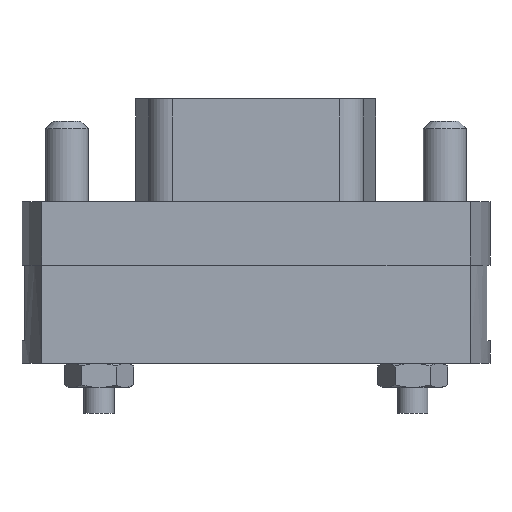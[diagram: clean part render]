
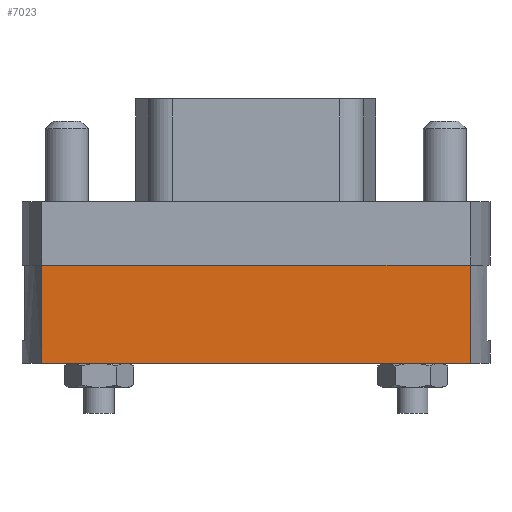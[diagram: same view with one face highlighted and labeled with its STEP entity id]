
A CAD part, front view. The second image highlights one B-rep face of the part: STEP entity #7023.
In plain terms, the highlighted planar face has unit normal (0, -1, 0).
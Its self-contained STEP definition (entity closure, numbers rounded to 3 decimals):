
#102 = CARTESIAN_POINT ( 'NONE',  ( -14.184, -6.25, -6.5 ) ) ;
#393 = DIRECTION ( 'NONE',  ( 1., 0., 0. ) ) ;
#741 = EDGE_CURVE ( 'NONE', #3875, #3401, #7480, .T. ) ;
#922 = VECTOR ( 'NONE', #3291, 1000. ) ;
#1010 = CARTESIAN_POINT ( 'NONE',  ( 14.184, -6.25, 0. ) ) ;
#1483 = LINE ( 'NONE', #8072, #6167 ) ;
#2012 = CARTESIAN_POINT ( 'NONE',  ( 14.184, -6.25, -6.5 ) ) ;
#2189 = CARTESIAN_POINT ( 'NONE',  ( 14.184, -6.25, -6.5 ) ) ;
#2670 = EDGE_CURVE ( 'NONE', #5438, #3401, #1483, .T. ) ;
#3066 = DIRECTION ( 'NONE',  ( 1., 0., 0. ) ) ;
#3291 = DIRECTION ( 'NONE',  ( 0., 0., 1. ) ) ;
#3384 = LINE ( 'NONE', #7497, #4570 ) ;
#3401 = VERTEX_POINT ( 'NONE', #1010 ) ;
#3431 = AXIS2_PLACEMENT_3D ( 'NONE', #2189, #5388, #393 ) ;
#3448 = PLANE ( 'NONE',  #3431 ) ;
#3844 = DIRECTION ( 'NONE',  ( 1., 0., 0. ) ) ;
#3875 = VERTEX_POINT ( 'NONE', #4533 ) ;
#4387 = LINE ( 'NONE', #2012, #5251 ) ;
#4533 = CARTESIAN_POINT ( 'NONE',  ( 14.184, -6.25, -6.5 ) ) ;
#4570 = VECTOR ( 'NONE', #5534, 1000. ) ;
#5148 = CARTESIAN_POINT ( 'NONE',  ( 14.184, -6.25, -6.5 ) ) ;
#5251 = VECTOR ( 'NONE', #3844, 1000. ) ;
#5388 = DIRECTION ( 'NONE',  ( 0., -1., 0. ) ) ;
#5438 = VERTEX_POINT ( 'NONE', #6279 ) ;
#5534 = DIRECTION ( 'NONE',  ( 0., 0., 1. ) ) ;
#5561 = ORIENTED_EDGE ( 'NONE', *, *, #5955, .T. ) ;
#5955 = EDGE_CURVE ( 'NONE', #6246, #3875, #4387, .T. ) ;
#6167 = VECTOR ( 'NONE', #3066, 1000. ) ;
#6246 = VERTEX_POINT ( 'NONE', #102 ) ;
#6279 = CARTESIAN_POINT ( 'NONE',  ( -14.184, -6.25, 0. ) ) ;
#6359 = ORIENTED_EDGE ( 'NONE', *, *, #741, .T. ) ;
#6593 = ORIENTED_EDGE ( 'NONE', *, *, #6694, .F. ) ;
#6694 = EDGE_CURVE ( 'NONE', #6246, #5438, #3384, .T. ) ;
#6720 = ORIENTED_EDGE ( 'NONE', *, *, #2670, .F. ) ;
#7023 = ADVANCED_FACE ( 'NONE', ( #7712 ), #3448, .T. ) ;
#7056 = EDGE_LOOP ( 'NONE', ( #6720, #6593, #5561, #6359 ) ) ;
#7480 = LINE ( 'NONE', #5148, #922 ) ;
#7497 = CARTESIAN_POINT ( 'NONE',  ( -14.184, -6.25, -6.5 ) ) ;
#7712 = FACE_OUTER_BOUND ( 'NONE', #7056, .T. ) ;
#8072 = CARTESIAN_POINT ( 'NONE',  ( 14.184, -6.25, 0. ) ) ;
